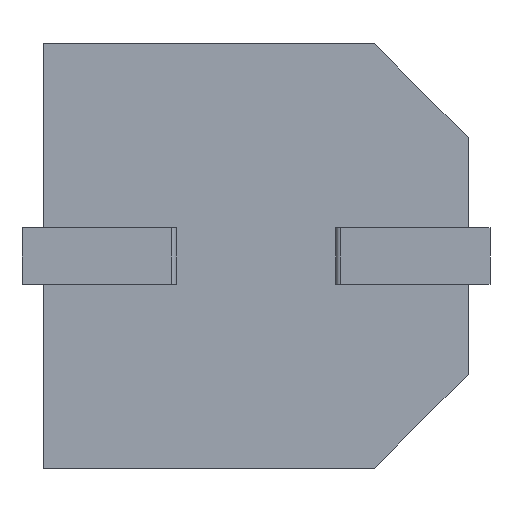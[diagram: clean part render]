
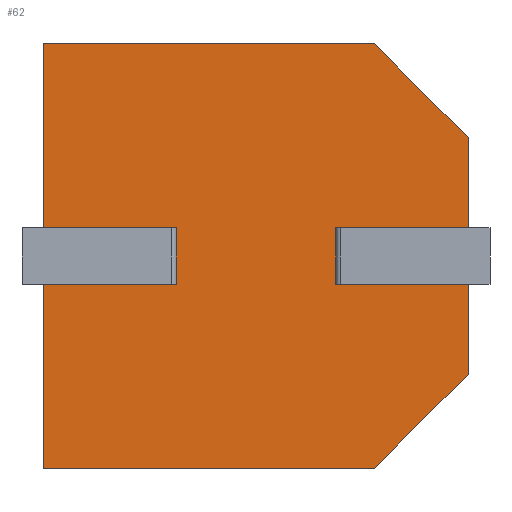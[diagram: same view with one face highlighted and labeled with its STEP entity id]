
A CAD part, front view. The second image highlights one B-rep face of the part: STEP entity #62.
In plain terms, the highlighted planar face has unit normal (0, -1, 0).
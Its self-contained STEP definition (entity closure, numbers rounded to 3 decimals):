
#7 = CARTESIAN_POINT ( 'NONE',  ( 12.862, 0., 0. ) ) ;
#9 = CARTESIAN_POINT ( 'NONE',  ( 16.5, 0., -3.638 ) ) ;
#20 = VECTOR ( 'NONE', #2288, 1000. ) ;
#62 = ADVANCED_FACE ( 'NONE', ( #1266 ), #2559, .F. ) ;
#84 = ORIENTED_EDGE ( 'NONE', *, *, #1533, .T. ) ;
#106 = LINE ( 'NONE', #2547, #2612 ) ;
#115 = CARTESIAN_POINT ( 'NONE',  ( 16.5, 0., -9.35 ) ) ;
#118 = CARTESIAN_POINT ( 'NONE',  ( 0., 0., -16.5 ) ) ;
#176 = ORIENTED_EDGE ( 'NONE', *, *, #682, .F. ) ;
#326 = CARTESIAN_POINT ( 'NONE',  ( 11.35, 0., -7.15 ) ) ;
#333 = VECTOR ( 'NONE', #413, 1000. ) ;
#378 = DIRECTION ( 'NONE',  ( 1., 0., 0. ) ) ;
#391 = CARTESIAN_POINT ( 'NONE',  ( 0., 0., -9.35 ) ) ;
#413 = DIRECTION ( 'NONE',  ( -0.707, 0., 0.707 ) ) ;
#423 = CARTESIAN_POINT ( 'NONE',  ( 16.5, 0., -12.862 ) ) ;
#441 = ORIENTED_EDGE ( 'NONE', *, *, #2067, .T. ) ;
#460 = VERTEX_POINT ( 'NONE', #9 ) ;
#468 = LINE ( 'NONE', #2606, #333 ) ;
#480 = VERTEX_POINT ( 'NONE', #570 ) ;
#487 = CARTESIAN_POINT ( 'NONE',  ( 0., 0., 0. ) ) ;
#545 = EDGE_CURVE ( 'NONE', #1708, #2386, #1295, .T. ) ;
#546 = ORIENTED_EDGE ( 'NONE', *, *, #1577, .F. ) ;
#570 = CARTESIAN_POINT ( 'NONE',  ( 11.35, 0., -9.35 ) ) ;
#600 = VECTOR ( 'NONE', #1823, 1000. ) ;
#629 = DIRECTION ( 'NONE',  ( 1., 0., 0. ) ) ;
#682 = EDGE_CURVE ( 'NONE', #460, #2386, #1936, .T. ) ;
#752 = CARTESIAN_POINT ( 'NONE',  ( 5.15, 0., -9.35 ) ) ;
#755 = LINE ( 'NONE', #2347, #2260 ) ;
#783 = ORIENTED_EDGE ( 'NONE', *, *, #2885, .F. ) ;
#906 = ORIENTED_EDGE ( 'NONE', *, *, #1561, .T. ) ;
#1014 = CARTESIAN_POINT ( 'NONE',  ( 12.862, 0., -16.5 ) ) ;
#1028 = DIRECTION ( 'NONE',  ( 0., 0., 1. ) ) ;
#1089 = CARTESIAN_POINT ( 'NONE',  ( 0., 0., 0. ) ) ;
#1171 = ORIENTED_EDGE ( 'NONE', *, *, #545, .T. ) ;
#1176 = DIRECTION ( 'NONE',  ( 1., 0., 0. ) ) ;
#1189 = LINE ( 'NONE', #3341, #2909 ) ;
#1215 = EDGE_CURVE ( 'NONE', #480, #3011, #2176, .T. ) ;
#1225 = CARTESIAN_POINT ( 'NONE',  ( 11.35, 0., -7.15 ) ) ;
#1233 = CARTESIAN_POINT ( 'NONE',  ( 16.5, 0., 0. ) ) ;
#1266 = FACE_OUTER_BOUND ( 'NONE', #3101, .T. ) ;
#1295 = LINE ( 'NONE', #1225, #2962 ) ;
#1311 = VERTEX_POINT ( 'NONE', #391 ) ;
#1385 = EDGE_CURVE ( 'NONE', #3011, #1506, #3200, .T. ) ;
#1406 = VECTOR ( 'NONE', #629, 1000. ) ;
#1464 = EDGE_CURVE ( 'NONE', #460, #2227, #468, .T. ) ;
#1479 = CARTESIAN_POINT ( 'NONE',  ( 16.5, 0., -12.862 ) ) ;
#1506 = VERTEX_POINT ( 'NONE', #423 ) ;
#1533 = EDGE_CURVE ( 'NONE', #3320, #1506, #2208, .T. ) ;
#1542 = ORIENTED_EDGE ( 'NONE', *, *, #3383, .T. ) ;
#1546 = DIRECTION ( 'NONE',  ( 0., 1., 0. ) ) ;
#1561 = EDGE_CURVE ( 'NONE', #1653, #1311, #755, .T. ) ;
#1577 = EDGE_CURVE ( 'NONE', #3163, #2893, #3060, .T. ) ;
#1653 = VERTEX_POINT ( 'NONE', #2929 ) ;
#1708 = VERTEX_POINT ( 'NONE', #326 ) ;
#1813 = CARTESIAN_POINT ( 'NONE',  ( 11.35, 0., -9.35 ) ) ;
#1823 = DIRECTION ( 'NONE',  ( 0., 0., 1. ) ) ;
#1831 = EDGE_CURVE ( 'NONE', #1653, #3163, #3198, .T. ) ;
#1843 = ORIENTED_EDGE ( 'NONE', *, *, #2128, .T. ) ;
#1847 = VECTOR ( 'NONE', #2856, 1000. ) ;
#1848 = ORIENTED_EDGE ( 'NONE', *, *, #1831, .F. ) ;
#1936 = LINE ( 'NONE', #1233, #1847 ) ;
#2046 = DIRECTION ( 'NONE',  ( -1., 0., 0. ) ) ;
#2067 = EDGE_CURVE ( 'NONE', #3168, #2893, #3454, .T. ) ;
#2102 = DIRECTION ( 'NONE',  ( 0., 0., 1. ) ) ;
#2128 = EDGE_CURVE ( 'NONE', #2465, #3320, #106, .T. ) ;
#2176 = LINE ( 'NONE', #2529, #1406 ) ;
#2208 = LINE ( 'NONE', #1479, #2805 ) ;
#2227 = VERTEX_POINT ( 'NONE', #7 ) ;
#2260 = VECTOR ( 'NONE', #2046, 1000. ) ;
#2288 = DIRECTION ( 'NONE',  ( 0., 0., -1. ) ) ;
#2300 = CARTESIAN_POINT ( 'NONE',  ( 0., 0., 0. ) ) ;
#2309 = CARTESIAN_POINT ( 'NONE',  ( 5.15, 0., -7.15 ) ) ;
#2322 = DIRECTION ( 'NONE',  ( 0.707, 0., 0.707 ) ) ;
#2336 = DIRECTION ( 'NONE',  ( 0., 0., -1. ) ) ;
#2347 = CARTESIAN_POINT ( 'NONE',  ( 5.15, 0., -9.35 ) ) ;
#2386 = VERTEX_POINT ( 'NONE', #2492 ) ;
#2396 = ORIENTED_EDGE ( 'NONE', *, *, #1385, .F. ) ;
#2411 = LINE ( 'NONE', #1813, #600 ) ;
#2432 = DIRECTION ( 'NONE',  ( 0., 0., -1. ) ) ;
#2465 = VERTEX_POINT ( 'NONE', #118 ) ;
#2492 = CARTESIAN_POINT ( 'NONE',  ( 16.5, 0., -7.15 ) ) ;
#2510 = VECTOR ( 'NONE', #1028, 1000. ) ;
#2529 = CARTESIAN_POINT ( 'NONE',  ( 11.35, 0., -9.35 ) ) ;
#2537 = EDGE_CURVE ( 'NONE', #480, #1708, #2411, .T. ) ;
#2547 = CARTESIAN_POINT ( 'NONE',  ( 0., 0., -16.5 ) ) ;
#2559 = PLANE ( 'NONE',  #3069 ) ;
#2593 = DIRECTION ( 'NONE',  ( -1., 0., 0. ) ) ;
#2606 = CARTESIAN_POINT ( 'NONE',  ( 12.862, 0., 0. ) ) ;
#2612 = VECTOR ( 'NONE', #1176, 1000. ) ;
#2805 = VECTOR ( 'NONE', #2322, 1000. ) ;
#2835 = CARTESIAN_POINT ( 'NONE',  ( 0., 0., -7.15 ) ) ;
#2856 = DIRECTION ( 'NONE',  ( 0., 0., -1. ) ) ;
#2874 = LINE ( 'NONE', #1089, #3284 ) ;
#2885 = EDGE_CURVE ( 'NONE', #3168, #2227, #1189, .T. ) ;
#2893 = VERTEX_POINT ( 'NONE', #2835 ) ;
#2908 = CARTESIAN_POINT ( 'NONE',  ( 0., 0., 0. ) ) ;
#2909 = VECTOR ( 'NONE', #378, 1000. ) ;
#2929 = CARTESIAN_POINT ( 'NONE',  ( 5.15, 0., -9.35 ) ) ;
#2962 = VECTOR ( 'NONE', #3355, 1000. ) ;
#2981 = VECTOR ( 'NONE', #2336, 1000. ) ;
#3011 = VERTEX_POINT ( 'NONE', #115 ) ;
#3015 = VECTOR ( 'NONE', #2593, 1000. ) ;
#3048 = ORIENTED_EDGE ( 'NONE', *, *, #1215, .F. ) ;
#3060 = LINE ( 'NONE', #2309, #3015 ) ;
#3069 = AXIS2_PLACEMENT_3D ( 'NONE', #2908, #1546, #2102 ) ;
#3101 = EDGE_LOOP ( 'NONE', ( #3048, #3189, #1171, #176, #3342, #783, #441, #546, #1848, #906, #1542, #1843, #84, #2396 ) ) ;
#3111 = CARTESIAN_POINT ( 'NONE',  ( 16.5, 0., 0. ) ) ;
#3163 = VERTEX_POINT ( 'NONE', #3472 ) ;
#3168 = VERTEX_POINT ( 'NONE', #487 ) ;
#3189 = ORIENTED_EDGE ( 'NONE', *, *, #2537, .T. ) ;
#3198 = LINE ( 'NONE', #752, #2510 ) ;
#3200 = LINE ( 'NONE', #3111, #2981 ) ;
#3284 = VECTOR ( 'NONE', #2432, 1000. ) ;
#3320 = VERTEX_POINT ( 'NONE', #1014 ) ;
#3341 = CARTESIAN_POINT ( 'NONE',  ( 0., 0., 0. ) ) ;
#3342 = ORIENTED_EDGE ( 'NONE', *, *, #1464, .T. ) ;
#3355 = DIRECTION ( 'NONE',  ( 1., 0., 0. ) ) ;
#3383 = EDGE_CURVE ( 'NONE', #1311, #2465, #2874, .T. ) ;
#3454 = LINE ( 'NONE', #2300, #20 ) ;
#3472 = CARTESIAN_POINT ( 'NONE',  ( 5.15, 0., -7.15 ) ) ;
